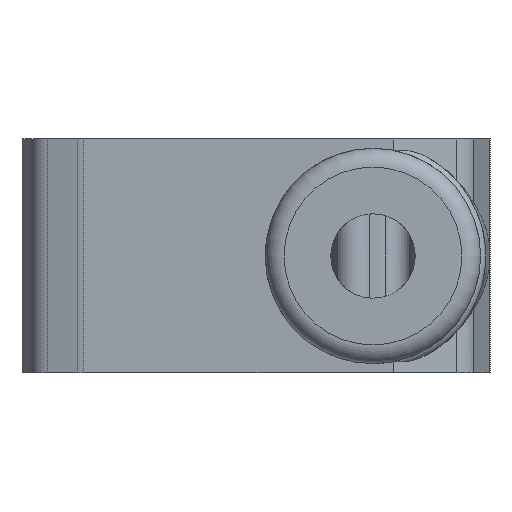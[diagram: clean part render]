
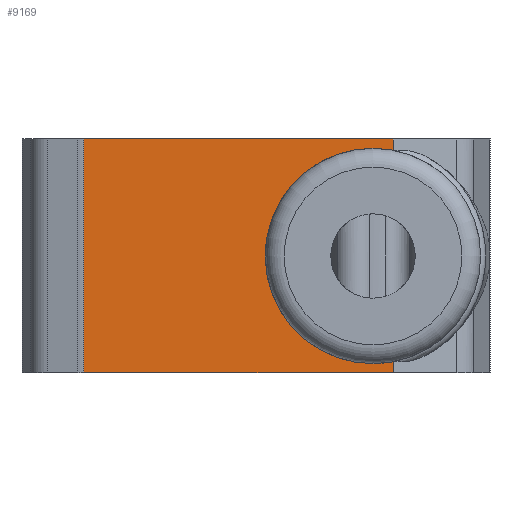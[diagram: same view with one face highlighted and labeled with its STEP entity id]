
A CAD part, front view. The second image highlights one B-rep face of the part: STEP entity #9169.
In plain terms, the highlighted planar face has unit normal (0, -1, 0).
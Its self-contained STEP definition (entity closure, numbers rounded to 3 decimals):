
#957 = PLANE('',#958);
#958 = AXIS2_PLACEMENT_3D('',#959,#960,#961);
#959 = CARTESIAN_POINT('',(13.62,-2.25,5.));
#960 = DIRECTION('',(-0.246,0.969,0.));
#961 = DIRECTION('',(-0.969,-0.246,0.));
#1037 = PLANE('',#1038);
#1038 = AXIS2_PLACEMENT_3D('',#1039,#1040,#1041);
#1039 = CARTESIAN_POINT('',(13.62,-2.25,5.));
#1040 = DIRECTION('',(-0.246,0.969,0.));
#1041 = DIRECTION('',(-0.969,-0.246,0.));
#1397 = PLANE('',#1398);
#1398 = AXIS2_PLACEMENT_3D('',#1399,#1400,#1401);
#1399 = CARTESIAN_POINT('',(-1.25,0.38,5.));
#1400 = DIRECTION('',(0.,0.,1.));
#1401 = DIRECTION('',(1.,0.,-0.));
#1436 = VERTEX_POINT('',#1437);
#1437 = CARTESIAN_POINT('',(13.62,-2.25,5.));
#1458 = EDGE_CURVE('',#1436,#1459,#1461,.T.);
#1459 = VERTEX_POINT('',#1460);
#1460 = CARTESIAN_POINT('',(13.62,-2.25,4.517));
#1461 = SURFACE_CURVE('',#1462,(#1466,#1473),.PCURVE_S1.);
#1462 = LINE('',#1463,#1464);
#1463 = CARTESIAN_POINT('',(13.62,-2.25,5.));
#1464 = VECTOR('',#1465,1.);
#1465 = DIRECTION('',(-0.,-0.,-1.));
#1466 = PCURVE('',#957,#1467);
#1467 = DEFINITIONAL_REPRESENTATION('',(#1468),#1472);
#1468 = LINE('',#1469,#1470);
#1469 = CARTESIAN_POINT('',(0.,0.));
#1470 = VECTOR('',#1471,1.);
#1471 = DIRECTION('',(0.,-1.));
#1472 = ( GEOMETRIC_REPRESENTATION_CONTEXT(2) 
PARAMETRIC_REPRESENTATION_CONTEXT() REPRESENTATION_CONTEXT('2D SPACE',''
  ) );
#1473 = PCURVE('',#1474,#1479);
#1474 = PLANE('',#1475);
#1475 = AXIS2_PLACEMENT_3D('',#1476,#1477,#1478);
#1476 = CARTESIAN_POINT('',(0.38,-2.25,5.));
#1477 = DIRECTION('',(0.,1.,0.));
#1478 = DIRECTION('',(0.,-0.,1.));
#1479 = DEFINITIONAL_REPRESENTATION('',(#1480),#1484);
#1480 = LINE('',#1481,#1482);
#1481 = CARTESIAN_POINT('',(0.,13.24));
#1482 = VECTOR('',#1483,1.);
#1483 = DIRECTION('',(-1.,0.));
#1484 = ( GEOMETRIC_REPRESENTATION_CONTEXT(2) 
PARAMETRIC_REPRESENTATION_CONTEXT() REPRESENTATION_CONTEXT('2D SPACE',''
  ) );
#1503 = CYLINDRICAL_SURFACE('',#1504,4.6);
#1504 = AXIS2_PLACEMENT_3D('',#1505,#1506,#1507);
#1505 = CARTESIAN_POINT('',(12.75,-16.05,0.));
#1506 = DIRECTION('',(-0.,1.,0.));
#1507 = DIRECTION('',(0.,0.,-1.));
#8737 = VERTEX_POINT('',#8738);
#8738 = CARTESIAN_POINT('',(0.38,-2.25,5.));
#8753 = CYLINDRICAL_SURFACE('',#8754,1.);
#8754 = AXIS2_PLACEMENT_3D('',#8755,#8756,#8757);
#8755 = CARTESIAN_POINT('',(0.38,-1.25,5.));
#8756 = DIRECTION('',(0.,-0.,1.));
#8757 = DIRECTION('',(-1.,0.,0.));
#8765 = EDGE_CURVE('',#8737,#1436,#8766,.T.);
#8766 = SURFACE_CURVE('',#8767,(#8771,#8778),.PCURVE_S1.);
#8767 = LINE('',#8768,#8769);
#8768 = CARTESIAN_POINT('',(0.38,-2.25,5.));
#8769 = VECTOR('',#8770,1.);
#8770 = DIRECTION('',(1.,0.,0.));
#8771 = PCURVE('',#1397,#8772);
#8772 = DEFINITIONAL_REPRESENTATION('',(#8773),#8777);
#8773 = LINE('',#8774,#8775);
#8774 = CARTESIAN_POINT('',(1.63,-2.63));
#8775 = VECTOR('',#8776,1.);
#8776 = DIRECTION('',(1.,0.));
#8777 = ( GEOMETRIC_REPRESENTATION_CONTEXT(2) 
PARAMETRIC_REPRESENTATION_CONTEXT() REPRESENTATION_CONTEXT('2D SPACE',''
  ) );
#8778 = PCURVE('',#1474,#8779);
#8779 = DEFINITIONAL_REPRESENTATION('',(#8780),#8784);
#8780 = LINE('',#8781,#8782);
#8781 = CARTESIAN_POINT('',(0.,0.));
#8782 = VECTOR('',#8783,1.);
#8783 = DIRECTION('',(0.,1.));
#8784 = ( GEOMETRIC_REPRESENTATION_CONTEXT(2) 
PARAMETRIC_REPRESENTATION_CONTEXT() REPRESENTATION_CONTEXT('2D SPACE',''
  ) );
#9169 = ADVANCED_FACE('',(#9170),#1474,.F.);
#9170 = FACE_BOUND('',#9171,.T.);
#9171 = EDGE_LOOP('',(#9172,#9198,#9220,#9221,#9222,#9245,#9273));
#9172 = ORIENTED_EDGE('',*,*,#9173,.T.);
#9173 = EDGE_CURVE('',#9174,#9176,#9178,.T.);
#9174 = VERTEX_POINT('',#9175);
#9175 = CARTESIAN_POINT('',(13.62,-2.25,-4.517));
#9176 = VERTEX_POINT('',#9177);
#9177 = CARTESIAN_POINT('',(12.75,-2.25,-4.6));
#9178 = SURFACE_CURVE('',#9179,(#9184,#9191),.PCURVE_S1.);
#9179 = CIRCLE('',#9180,4.6);
#9180 = AXIS2_PLACEMENT_3D('',#9181,#9182,#9183);
#9181 = CARTESIAN_POINT('',(12.75,-2.25,0.));
#9182 = DIRECTION('',(0.,1.,0.));
#9183 = DIRECTION('',(0.,-0.,1.));
#9184 = PCURVE('',#1474,#9185);
#9185 = DEFINITIONAL_REPRESENTATION('',(#9186),#9190);
#9186 = CIRCLE('',#9187,4.6);
#9187 = AXIS2_PLACEMENT_2D('',#9188,#9189);
#9188 = CARTESIAN_POINT('',(-5.,12.37));
#9189 = DIRECTION('',(1.,0.));
#9190 = ( GEOMETRIC_REPRESENTATION_CONTEXT(2) 
PARAMETRIC_REPRESENTATION_CONTEXT() REPRESENTATION_CONTEXT('2D SPACE',''
  ) );
#9191 = PCURVE('',#1503,#9192);
#9192 = DEFINITIONAL_REPRESENTATION('',(#9193),#9197);
#9193 = LINE('',#9194,#9195);
#9194 = CARTESIAN_POINT('',(3.142,13.8));
#9195 = VECTOR('',#9196,1.);
#9196 = DIRECTION('',(1.,0.));
#9197 = ( GEOMETRIC_REPRESENTATION_CONTEXT(2) 
PARAMETRIC_REPRESENTATION_CONTEXT() REPRESENTATION_CONTEXT('2D SPACE',''
  ) );
#9198 = ORIENTED_EDGE('',*,*,#9199,.T.);
#9199 = EDGE_CURVE('',#9176,#1459,#9200,.T.);
#9200 = SURFACE_CURVE('',#9201,(#9206,#9213),.PCURVE_S1.);
#9201 = CIRCLE('',#9202,4.6);
#9202 = AXIS2_PLACEMENT_3D('',#9203,#9204,#9205);
#9203 = CARTESIAN_POINT('',(12.75,-2.25,0.));
#9204 = DIRECTION('',(0.,1.,0.));
#9205 = DIRECTION('',(0.,-0.,1.));
#9206 = PCURVE('',#1474,#9207);
#9207 = DEFINITIONAL_REPRESENTATION('',(#9208),#9212);
#9208 = CIRCLE('',#9209,4.6);
#9209 = AXIS2_PLACEMENT_2D('',#9210,#9211);
#9210 = CARTESIAN_POINT('',(-5.,12.37));
#9211 = DIRECTION('',(1.,0.));
#9212 = ( GEOMETRIC_REPRESENTATION_CONTEXT(2) 
PARAMETRIC_REPRESENTATION_CONTEXT() REPRESENTATION_CONTEXT('2D SPACE',''
  ) );
#9213 = PCURVE('',#1503,#9214);
#9214 = DEFINITIONAL_REPRESENTATION('',(#9215),#9219);
#9215 = LINE('',#9216,#9217);
#9216 = CARTESIAN_POINT('',(-3.142,13.8));
#9217 = VECTOR('',#9218,1.);
#9218 = DIRECTION('',(1.,0.));
#9219 = ( GEOMETRIC_REPRESENTATION_CONTEXT(2) 
PARAMETRIC_REPRESENTATION_CONTEXT() REPRESENTATION_CONTEXT('2D SPACE',''
  ) );
#9220 = ORIENTED_EDGE('',*,*,#1458,.F.);
#9221 = ORIENTED_EDGE('',*,*,#8765,.F.);
#9222 = ORIENTED_EDGE('',*,*,#9223,.T.);
#9223 = EDGE_CURVE('',#8737,#9224,#9226,.T.);
#9224 = VERTEX_POINT('',#9225);
#9225 = CARTESIAN_POINT('',(0.38,-2.25,-5.));
#9226 = SURFACE_CURVE('',#9227,(#9231,#9238),.PCURVE_S1.);
#9227 = LINE('',#9228,#9229);
#9228 = CARTESIAN_POINT('',(0.38,-2.25,5.));
#9229 = VECTOR('',#9230,1.);
#9230 = DIRECTION('',(-0.,-0.,-1.));
#9231 = PCURVE('',#1474,#9232);
#9232 = DEFINITIONAL_REPRESENTATION('',(#9233),#9237);
#9233 = LINE('',#9234,#9235);
#9234 = CARTESIAN_POINT('',(0.,0.));
#9235 = VECTOR('',#9236,1.);
#9236 = DIRECTION('',(-1.,0.));
#9237 = ( GEOMETRIC_REPRESENTATION_CONTEXT(2) 
PARAMETRIC_REPRESENTATION_CONTEXT() REPRESENTATION_CONTEXT('2D SPACE',''
  ) );
#9238 = PCURVE('',#8753,#9239);
#9239 = DEFINITIONAL_REPRESENTATION('',(#9240),#9244);
#9240 = LINE('',#9241,#9242);
#9241 = CARTESIAN_POINT('',(1.571,0.));
#9242 = VECTOR('',#9243,1.);
#9243 = DIRECTION('',(0.,-1.));
#9244 = ( GEOMETRIC_REPRESENTATION_CONTEXT(2) 
PARAMETRIC_REPRESENTATION_CONTEXT() REPRESENTATION_CONTEXT('2D SPACE',''
  ) );
#9245 = ORIENTED_EDGE('',*,*,#9246,.T.);
#9246 = EDGE_CURVE('',#9224,#9247,#9249,.T.);
#9247 = VERTEX_POINT('',#9248);
#9248 = CARTESIAN_POINT('',(13.62,-2.25,-5.));
#9249 = SURFACE_CURVE('',#9250,(#9254,#9261),.PCURVE_S1.);
#9250 = LINE('',#9251,#9252);
#9251 = CARTESIAN_POINT('',(0.38,-2.25,-5.));
#9252 = VECTOR('',#9253,1.);
#9253 = DIRECTION('',(1.,0.,0.));
#9254 = PCURVE('',#1474,#9255);
#9255 = DEFINITIONAL_REPRESENTATION('',(#9256),#9260);
#9256 = LINE('',#9257,#9258);
#9257 = CARTESIAN_POINT('',(-10.,0.));
#9258 = VECTOR('',#9259,1.);
#9259 = DIRECTION('',(0.,1.));
#9260 = ( GEOMETRIC_REPRESENTATION_CONTEXT(2) 
PARAMETRIC_REPRESENTATION_CONTEXT() REPRESENTATION_CONTEXT('2D SPACE',''
  ) );
#9261 = PCURVE('',#9262,#9267);
#9262 = PLANE('',#9263);
#9263 = AXIS2_PLACEMENT_3D('',#9264,#9265,#9266);
#9264 = CARTESIAN_POINT('',(-1.25,0.38,-5.));
#9265 = DIRECTION('',(0.,0.,1.));
#9266 = DIRECTION('',(1.,0.,-0.));
#9267 = DEFINITIONAL_REPRESENTATION('',(#9268),#9272);
#9268 = LINE('',#9269,#9270);
#9269 = CARTESIAN_POINT('',(1.63,-2.63));
#9270 = VECTOR('',#9271,1.);
#9271 = DIRECTION('',(1.,0.));
#9272 = ( GEOMETRIC_REPRESENTATION_CONTEXT(2) 
PARAMETRIC_REPRESENTATION_CONTEXT() REPRESENTATION_CONTEXT('2D SPACE',''
  ) );
#9273 = ORIENTED_EDGE('',*,*,#9274,.F.);
#9274 = EDGE_CURVE('',#9174,#9247,#9275,.T.);
#9275 = SURFACE_CURVE('',#9276,(#9280,#9287),.PCURVE_S1.);
#9276 = LINE('',#9277,#9278);
#9277 = CARTESIAN_POINT('',(13.62,-2.25,5.));
#9278 = VECTOR('',#9279,1.);
#9279 = DIRECTION('',(-0.,-0.,-1.));
#9280 = PCURVE('',#1474,#9281);
#9281 = DEFINITIONAL_REPRESENTATION('',(#9282),#9286);
#9282 = LINE('',#9283,#9284);
#9283 = CARTESIAN_POINT('',(0.,13.24));
#9284 = VECTOR('',#9285,1.);
#9285 = DIRECTION('',(-1.,0.));
#9286 = ( GEOMETRIC_REPRESENTATION_CONTEXT(2) 
PARAMETRIC_REPRESENTATION_CONTEXT() REPRESENTATION_CONTEXT('2D SPACE',''
  ) );
#9287 = PCURVE('',#1037,#9288);
#9288 = DEFINITIONAL_REPRESENTATION('',(#9289),#9293);
#9289 = LINE('',#9290,#9291);
#9290 = CARTESIAN_POINT('',(0.,0.));
#9291 = VECTOR('',#9292,1.);
#9292 = DIRECTION('',(0.,-1.));
#9293 = ( GEOMETRIC_REPRESENTATION_CONTEXT(2) 
PARAMETRIC_REPRESENTATION_CONTEXT() REPRESENTATION_CONTEXT('2D SPACE',''
  ) );
